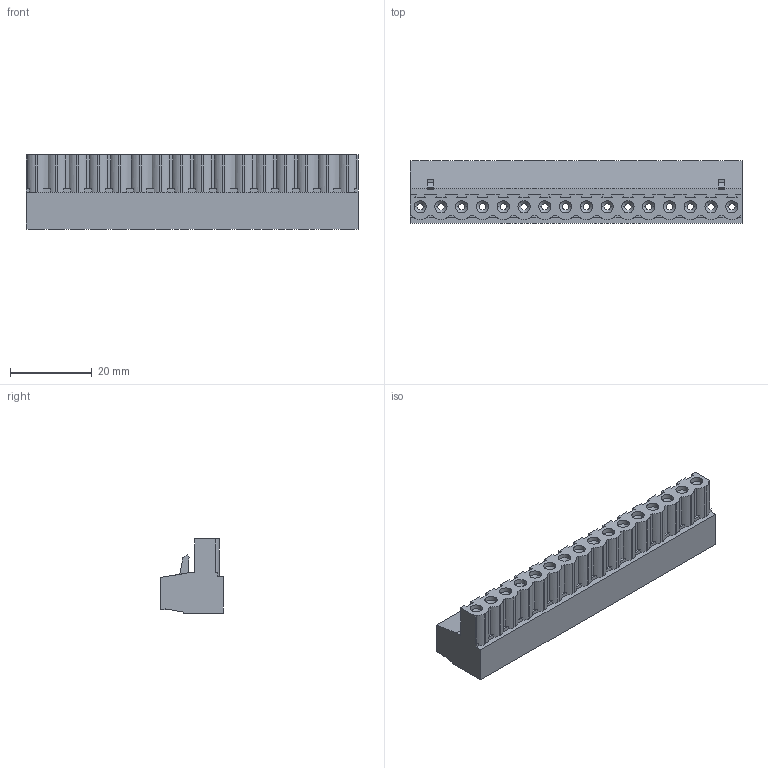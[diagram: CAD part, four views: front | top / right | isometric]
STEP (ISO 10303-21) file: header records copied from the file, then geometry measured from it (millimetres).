
FILE_DESCRIPTION (( 'STEP AP203' ), '1' );
FILE_NAME ('SOKETLI BASKILI DEVRE KLEMENSI - 5,08 MM DISI - 16LI.STEP', '2018-09-13T13:49:27', ( 'user' ), ( '' ), 'SwSTEP 2.0', 'SolidWorks 2016', '' );
FILE_SCHEMA (( 'CONFIG_CONTROL_DESIGN' ));
Length unit declared in the file: millimetre
Products named in the file (1): SOKETLI BASKILI DEVRE KLEMENSI  - 5,08 MM DISI - 16LI
Bounding box: 81.17 x 15.33 x 18.15 mm (x, y, z)
Volume: 13097.9 mm3; surface area: 8925.9 mm2
Topology: 1 solids, 1 shells, 563 faces, 1469 edges, 958 vertices
Faces by surface type: plane 399, cylinder 132, cone 32
Entity records: 17312 total; most frequent: CARTESIAN_POINT 2991, DIRECTION 2957, ORIENTED_EDGE 2938, EDGE_CURVE 1469, VECTOR 1109, LINE 1109, VERTEX_POINT 958, AXIS2_PLACEMENT_3D 924
